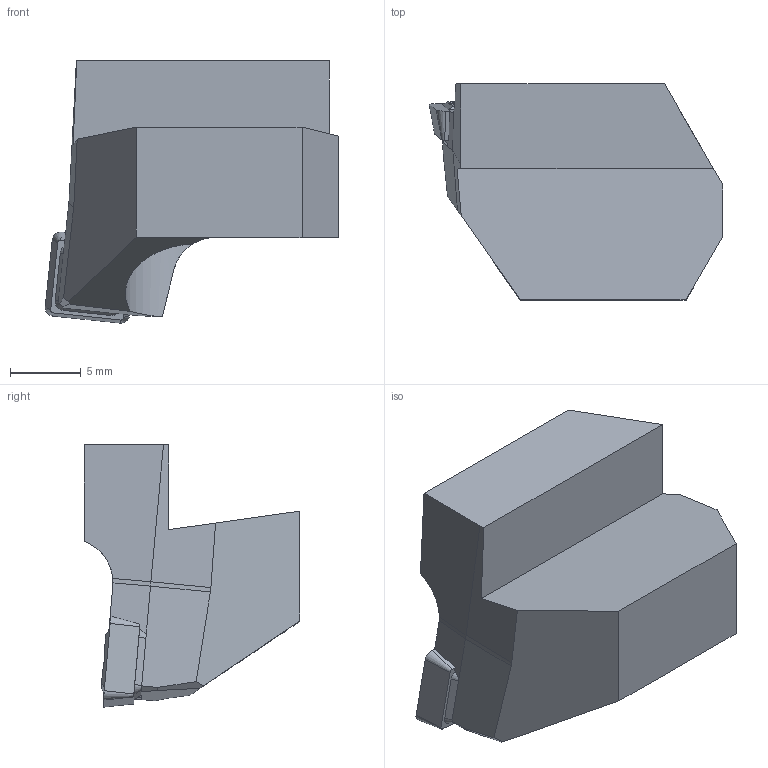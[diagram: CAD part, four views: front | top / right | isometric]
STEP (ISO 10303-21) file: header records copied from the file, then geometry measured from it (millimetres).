
FILE_DESCRIPTION(/* description */ (''),/* implementation_level */ '2;1');
FILE_NAME(/* name */ '1549634847281.stp',/* time_stamp */ '2019-02-08T15:07:44+01:00',/* author */ (''),/* organization */ ('SMS'),/* preprocessor_version */ 'ST-DEVELOPER v15',/* originating_system */ 'SIEMENS PLM Software NX 8.5',/* authorisation */ '');
FILE_SCHEMA (('AUTOMOTIVE_DESIGN { 1 0 10303 214 3 1 1 1 }'));
Length unit declared in the file: millimetre
Products named in the file (4): ASSEMBLY_CONSTRUCTION; 201011659mod000_00; 201012374mod000_00; 201012386mod000_01
Assembly tree (3 placements, depth 2):
  201012386mod000_01
    201012374mod000_00
    201011659mod000_00
    ASSEMBLY_CONSTRUCTION
Bounding box: 20.77 x 15.28 x 18.56 mm (x, y, z)
Volume: 2276.1 mm3; surface area: 1542.9 mm2
Topology: 2 solids, 2 shells, 88 faces, 234 edges, 161 vertices
Faces by surface type: plane 54, cone 13, torus 12, cylinder 9
Full cylindrical faces by diameter (mm): 2.5 x2
Entity records: 2993 total; most frequent: CARTESIAN_POINT 643, DIRECTION 456, ORIENTED_EDGE 438, EDGE_CURVE 219, VERTEX_POINT 161, AXIS2_PLACEMENT_3D 157, LINE 142, VECTOR 142
